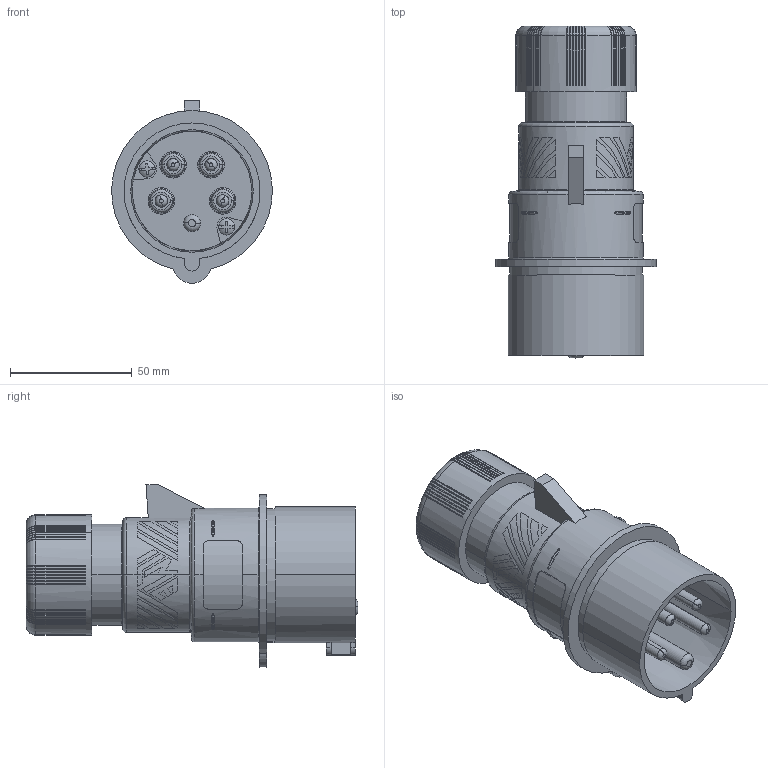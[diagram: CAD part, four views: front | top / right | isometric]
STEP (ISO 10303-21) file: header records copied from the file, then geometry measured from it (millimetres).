
FILE_DESCRIPTION(('Creo Elements/Direct Modeling STEP Export'),'2;1');
FILE_NAME('PN_1665_SV.stp','2012-09-18T13:09:25',(''),(''),'Creo Elements/Direct Modeling STEP processor for AP214 (Solid Model)','Creo Elements/Direct Modeling 18.0B 02-Dec-2011 (C) Parametric Technology GmbH','');
FILE_SCHEMA(('AUTOMOTIVE_DESIGN { 1 0 10303 214 1 1 1 1 }'));
Length unit declared in the file: millimetre
Products named in the file (2): PN_1665_SV
Assembly tree (1 placements, depth 2):
  PN_1665_SV
    PN_1665_SV
Bounding box: 65.97 x 136.2 x 74.87 mm (x, y, z)
Volume: 186670.7 mm3; surface area: 55541.1 mm2
Topology: 1 solids, 1 shells, 670 faces, 1852 edges, 1126 vertices
Faces by surface type: plane 273, cylinder 145, sphere 112, torus 106, cone 30, bspline 4
Entity records: 39055 total; most frequent: CARTESIAN_POINT 18265, ORIENTED_EDGE 3480, DIRECTION 2995, EDGE_CURVE 1740, AXIS2_PLACEMENT_3D 1209, VERTEX_POINT 1126, EDGE_LOOP 724, FACE_OUTER_BOUND 670
